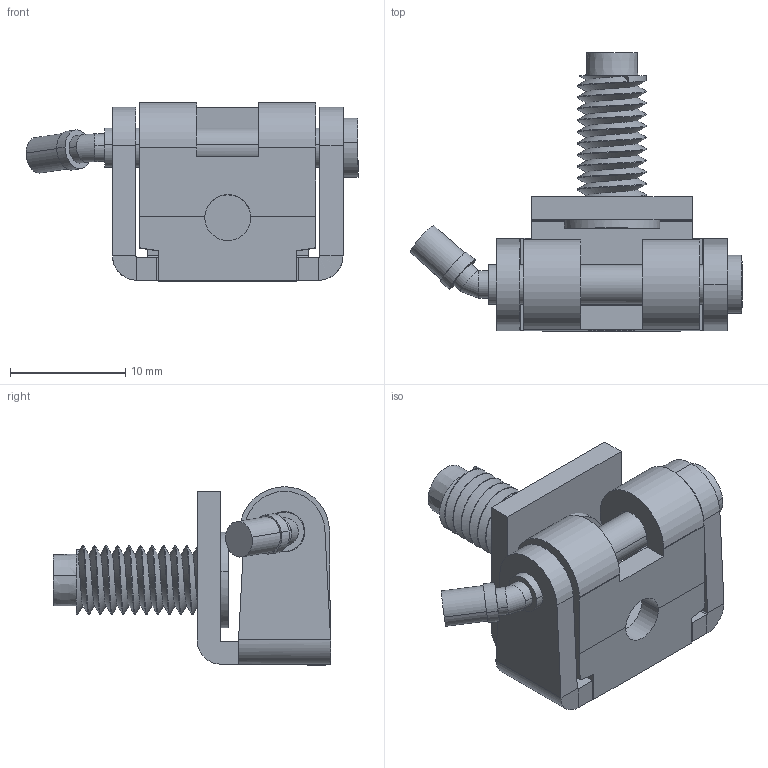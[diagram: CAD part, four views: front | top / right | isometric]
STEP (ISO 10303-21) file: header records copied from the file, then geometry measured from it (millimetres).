
FILE_DESCRIPTION (( 'STEP AP203' ), '1' );
FILE_NAME ('MG11.2.1.V1.STEP', '2025-12-10T08:42:05', ( '' ), ( '' ), 'SwSTEP 2.0', 'SolidWorks 2021', '' );
FILE_SCHEMA (( 'CONFIG_CONTROL_DESIGN' ));
Length unit declared in the file: millimetre
Products named in the file (5): 1209000272(M6 x 15 Çakma Vida)_1; MG11.2.1.V1; 2252100271 - MG11 MENTEÞE ORTA PARÇA SACI-Çinko Kapl; 1206100271(MG01 Mentee Pimi)_b〔［; 1251100269 - MG01 Menteþe Gövde Sacý(2mm)
Assembly tree (4 placements, depth 2):
  MG11.2.1.V1
    1251100269 - MG01 Menteþe Gövde Sacý(2mm)
    2252100271 - MG11 MENTEÞE ORTA PARÇA SACI-Çinko Kapl
    1206100271(MG01 Mentee Pimi)_b〔［
    1209000272(M6 x 15 Çakma Vida)_1
Bounding box: 28.82 x 24.13 x 15.5 mm (x, y, z)
Volume: 3159.4 mm3; surface area: 4457.7 mm2
Topology: 7 solids, 7 shells, 277 faces, 748 edges, 486 vertices
Faces by surface type: plane 156, cylinder 105, bspline 13, cone 2, torus 1
Entity records: 12081 total; most frequent: CARTESIAN_POINT 4857, ORIENTED_EDGE 1492, DIRECTION 1335, EDGE_CURVE 746, VERTEX_POINT 486, AXIS2_PLACEMENT_3D 474, VECTOR 387, LINE 387
